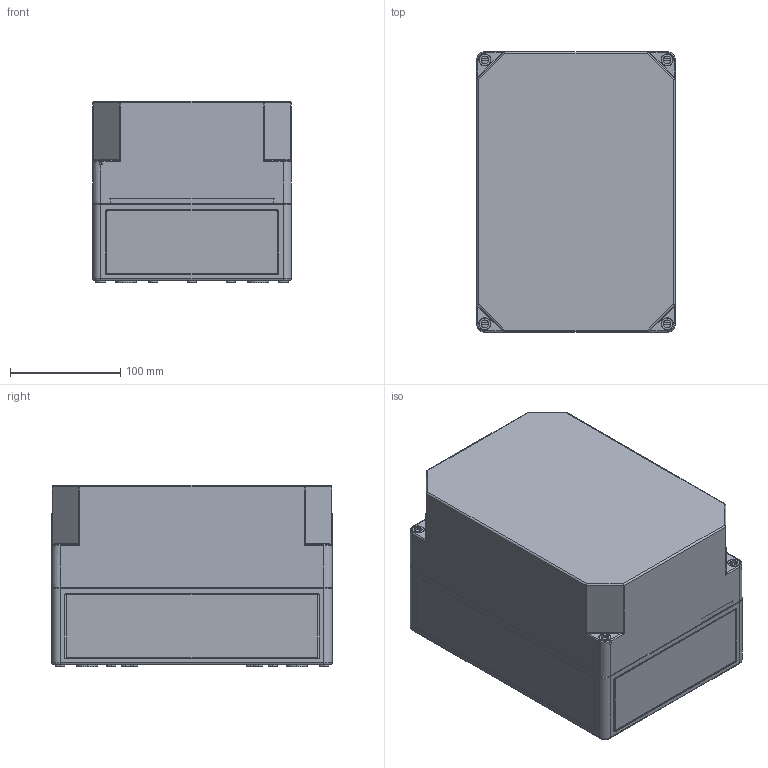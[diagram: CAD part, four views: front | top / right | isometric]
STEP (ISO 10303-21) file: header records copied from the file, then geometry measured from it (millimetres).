
FILE_DESCRIPTION (( 'STEP AP203' ), '1' );
FILE_NAME ('60182532.step', '2014-12-03T15:00:03', ( 'Windows-Benutzer' ), ( '' ), 'SwSTEP 2.0', 'SolidWorks 2014', '' );
FILE_SCHEMA (( 'CONFIG_CONTROL_DESIGN' ));
Length unit declared in the file: millimetre
Products named in the file (4): Kasten_TK2518-o60182532; Deckel_TK2518-16-t60182532; Schraube_TK58mm-schwarz60182532; 60182532
Assembly tree (6 placements, depth 2):
  60182532
    Kasten_TK2518-o60182532
    Deckel_TK2518-16-t60182532
    Schraube_TK58mm-schwarz60182532  x4
Bounding box: 180 x 254 x 164.2 mm (x, y, z)
Volume: 826366.9 mm3; surface area: 485853.7 mm2
Topology: 6 solids, 6 shells, 1003 faces, 2530 edges, 1656 vertices
Faces by surface type: plane 583, cylinder 332, cone 72, torus 16
Entity records: 23716 total; most frequent: CARTESIAN_POINT 4293, DIRECTION 4100, ORIENTED_EDGE 3860, EDGE_CURVE 1930, AXIS2_PLACEMENT_3D 1471, VERTEX_POINT 1260, VECTOR 1158, LINE 1158
